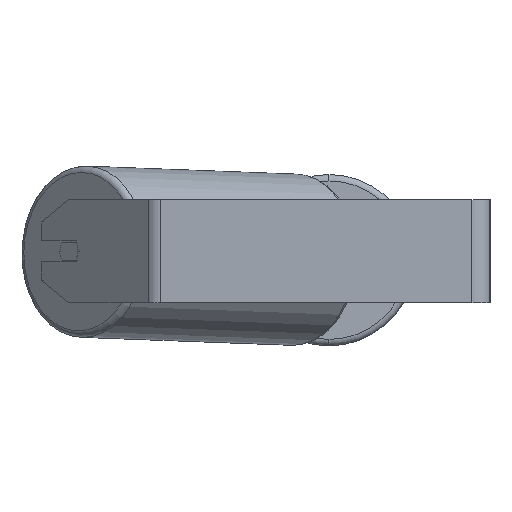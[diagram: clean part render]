
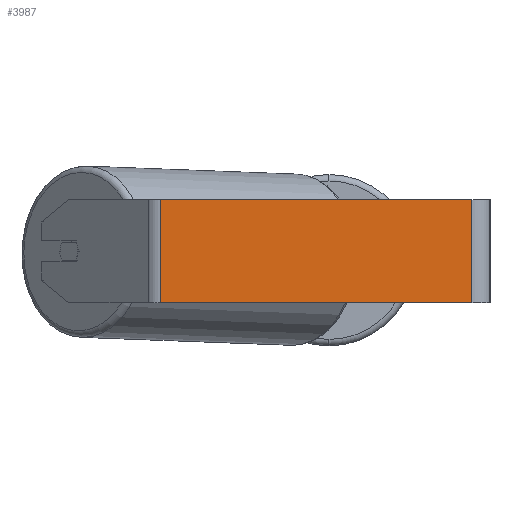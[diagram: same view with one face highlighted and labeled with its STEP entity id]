
A CAD part, left-side view. The second image highlights one B-rep face of the part: STEP entity #3987.
In plain terms, the highlighted planar face has unit normal (-1, 0, 0).
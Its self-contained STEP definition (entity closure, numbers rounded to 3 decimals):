
#377 = CARTESIAN_POINT ( 'NONE',  ( -415., 261.252, -40. ) ) ;
#430 = CARTESIAN_POINT ( 'NONE',  ( -415., 255.453, 40. ) ) ;
#484 = DIRECTION ( 'NONE',  ( 0., -1., 0. ) ) ;
#673 = VERTEX_POINT ( 'NONE', #4222 ) ;
#999 = VECTOR ( 'NONE', #484, 1000. ) ;
#1089 = VECTOR ( 'NONE', #5193, 1000. ) ;
#1339 = ORIENTED_EDGE ( 'NONE', *, *, #5134, .T. ) ;
#1747 = LINE ( 'NONE', #430, #4221 ) ;
#1842 = VERTEX_POINT ( 'NONE', #2376 ) ;
#1848 = LINE ( 'NONE', #3844, #999 ) ;
#1902 = CARTESIAN_POINT ( 'NONE',  ( -415., 255.453, -40. ) ) ;
#2332 = CARTESIAN_POINT ( 'NONE',  ( -415., 261.252, 40. ) ) ;
#2376 = CARTESIAN_POINT ( 'NONE',  ( -415., 255.453, 40. ) ) ;
#2551 = EDGE_CURVE ( 'NONE', #673, #7522, #4481, .T. ) ;
#3543 = EDGE_CURVE ( 'NONE', #1842, #6560, #1747, .T. ) ;
#3844 = CARTESIAN_POINT ( 'NONE',  ( -415., 261.252, 40. ) ) ;
#3987 = ADVANCED_FACE ( 'NONE', ( #8357 ), #6988, .F. ) ;
#4221 = VECTOR ( 'NONE', #5172, 1000. ) ;
#4222 = CARTESIAN_POINT ( 'NONE',  ( -415., 14., 40. ) ) ;
#4481 = LINE ( 'NONE', #4613, #1089 ) ;
#4519 = VECTOR ( 'NONE', #6442, 1000. ) ;
#4545 = EDGE_CURVE ( 'NONE', #1842, #673, #1848, .T. ) ;
#4613 = CARTESIAN_POINT ( 'NONE',  ( -415., 14., 40. ) ) ;
#5049 = DIRECTION ( 'NONE',  ( 0., 0., -1. ) ) ;
#5134 = EDGE_CURVE ( 'NONE', #6560, #7522, #6979, .T. ) ;
#5172 = DIRECTION ( 'NONE',  ( 0., 0., -1. ) ) ;
#5193 = DIRECTION ( 'NONE',  ( 0., 0., -1. ) ) ;
#6309 = CARTESIAN_POINT ( 'NONE',  ( -415., 14., -40. ) ) ;
#6442 = DIRECTION ( 'NONE',  ( 0., -1., 0. ) ) ;
#6508 = ORIENTED_EDGE ( 'NONE', *, *, #4545, .F. ) ;
#6560 = VERTEX_POINT ( 'NONE', #1902 ) ;
#6779 = AXIS2_PLACEMENT_3D ( 'NONE', #2332, #7660, #5049 ) ;
#6979 = LINE ( 'NONE', #377, #4519 ) ;
#6988 = PLANE ( 'NONE',  #6779 ) ;
#7522 = VERTEX_POINT ( 'NONE', #6309 ) ;
#7660 = DIRECTION ( 'NONE',  ( 1., 0., 0. ) ) ;
#7910 = EDGE_LOOP ( 'NONE', ( #1339, #8212, #6508, #8301 ) ) ;
#8212 = ORIENTED_EDGE ( 'NONE', *, *, #2551, .F. ) ;
#8301 = ORIENTED_EDGE ( 'NONE', *, *, #3543, .T. ) ;
#8357 = FACE_OUTER_BOUND ( 'NONE', #7910, .T. ) ;
